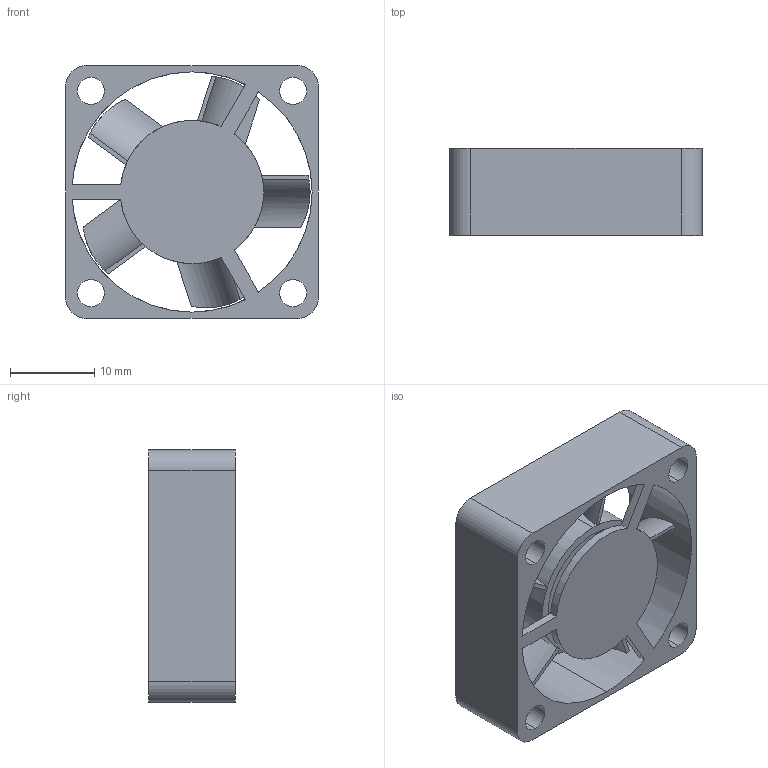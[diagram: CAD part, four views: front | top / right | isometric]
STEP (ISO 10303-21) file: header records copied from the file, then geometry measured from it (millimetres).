
FILE_DESCRIPTION (( 'STEP AP203' ), '1' );
FILE_NAME ('1313-Z1P-A.STEP', '2013-10-01T12:30:25', ( 'The M瞁潎in' ), ( '' ), 'SwSTEP 2.0', 'SolidWorks 2013', '' );
FILE_SCHEMA (( 'CONFIG_CONTROL_DESIGN' ));
Length unit declared in the file: millimetre
Products named in the file (3): Fan Base 30x30; 1313-Z1P-A; Fan Rotor 30x30
Assembly tree (2 placements, depth 2):
  1313-Z1P-A
    Fan Base 30x30
    Fan Rotor 30x30
Bounding box: 30 x 10.3 x 30 mm (x, y, z)
Volume: 3290 mm3; surface area: 5372.8 mm2
Topology: 2 solids, 2 shells, 68 faces, 178 edges, 118 vertices
Faces by surface type: cylinder 29, plane 27, bspline 10, torus 2
Entity records: 3585 total; most frequent: CARTESIAN_POINT 1581, ORIENTED_EDGE 356, DIRECTION 350, EDGE_CURVE 178, AXIS2_PLACEMENT_3D 131, VERTEX_POINT 118, VECTOR 88, LINE 88
